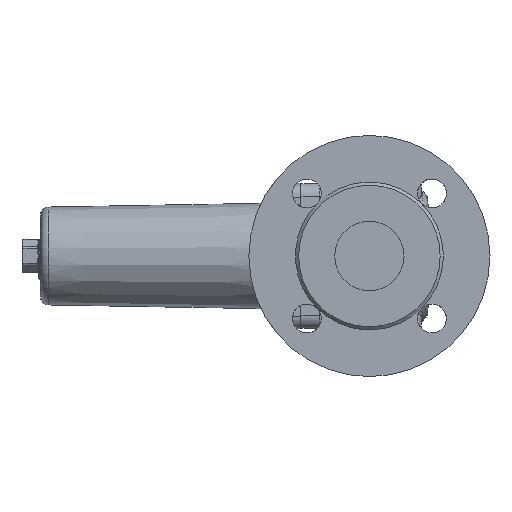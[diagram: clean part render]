
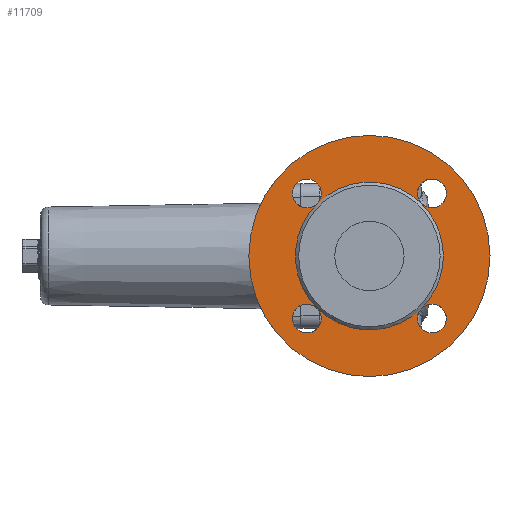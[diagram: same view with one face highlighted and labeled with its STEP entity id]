
A CAD part, left-side view. The second image highlights one B-rep face of the part: STEP entity #11709.
In plain terms, the highlighted planar face has unit normal (-1, 0, 0).
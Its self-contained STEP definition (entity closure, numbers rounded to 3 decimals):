
#537=FACE_BOUND('',#3295,.T.);
#2546=FACE_OUTER_BOUND('',#3294,.T.);
#3294=EDGE_LOOP('',(#7821));
#3295=EDGE_LOOP('',(#7822,#7823,#7824,#7825,#7826,#7827,#7828,#7829,#7830,
#7831,#7832,#7833,#7834));
#4072=CIRCLE('',#12472,9.);
#4073=CIRCLE('',#12473,9.);
#4074=CIRCLE('',#12475,9.);
#4075=CIRCLE('',#12476,9.);
#4076=CIRCLE('',#12478,9.);
#4077=CIRCLE('',#12479,9.);
#4078=CIRCLE('',#12481,9.);
#4079=CIRCLE('',#12482,9.);
#4081=CIRCLE('',#12485,75.);
#4118=CIRCLE('',#12542,46.);
#4119=CIRCLE('',#12543,46.);
#4120=CIRCLE('',#12544,46.);
#4121=CIRCLE('',#12545,46.);
#4122=CIRCLE('',#12546,46.);
#4600=VERTEX_POINT('',#16537);
#4601=VERTEX_POINT('',#16538);
#4604=VERTEX_POINT('',#16583);
#4605=VERTEX_POINT('',#16584);
#4608=VERTEX_POINT('',#16629);
#4609=VERTEX_POINT('',#16630);
#4612=VERTEX_POINT('',#16675);
#4613=VERTEX_POINT('',#16676);
#4618=VERTEX_POINT('',#16724);
#4681=VERTEX_POINT('',#17094);
#5795=EDGE_CURVE('',#4600,#4601,#4072,.T.);
#5796=EDGE_CURVE('',#4601,#4600,#4073,.T.);
#5800=EDGE_CURVE('',#4604,#4605,#4074,.T.);
#5801=EDGE_CURVE('',#4605,#4604,#4075,.T.);
#5805=EDGE_CURVE('',#4608,#4609,#4076,.T.);
#5806=EDGE_CURVE('',#4609,#4608,#4077,.T.);
#5810=EDGE_CURVE('',#4612,#4613,#4078,.T.);
#5811=EDGE_CURVE('',#4613,#4612,#4079,.T.);
#5817=EDGE_CURVE('',#4618,#4618,#4081,.T.);
#5889=EDGE_CURVE('',#4612,#4600,#4118,.T.);
#5890=EDGE_CURVE('',#4608,#4612,#4119,.T.);
#5891=EDGE_CURVE('',#4681,#4608,#4120,.T.);
#5892=EDGE_CURVE('',#4604,#4681,#4121,.T.);
#5893=EDGE_CURVE('',#4600,#4604,#4122,.T.);
#7821=ORIENTED_EDGE('',*,*,#5817,.T.);
#7822=ORIENTED_EDGE('',*,*,#5889,.F.);
#7823=ORIENTED_EDGE('',*,*,#5810,.T.);
#7824=ORIENTED_EDGE('',*,*,#5811,.T.);
#7825=ORIENTED_EDGE('',*,*,#5890,.F.);
#7826=ORIENTED_EDGE('',*,*,#5805,.T.);
#7827=ORIENTED_EDGE('',*,*,#5806,.T.);
#7828=ORIENTED_EDGE('',*,*,#5891,.F.);
#7829=ORIENTED_EDGE('',*,*,#5892,.F.);
#7830=ORIENTED_EDGE('',*,*,#5800,.T.);
#7831=ORIENTED_EDGE('',*,*,#5801,.T.);
#7832=ORIENTED_EDGE('',*,*,#5893,.F.);
#7833=ORIENTED_EDGE('',*,*,#5795,.T.);
#7834=ORIENTED_EDGE('',*,*,#5796,.T.);
#11508=PLANE('',#12541);
#11709=ADVANCED_FACE('',(#2546,#537),#11508,.F.);
#12472=AXIS2_PLACEMENT_3D('',#16539,#13628,#13629);
#12473=AXIS2_PLACEMENT_3D('',#16540,#13630,#13631);
#12475=AXIS2_PLACEMENT_3D('',#16585,#13635,#13636);
#12476=AXIS2_PLACEMENT_3D('',#16586,#13637,#13638);
#12478=AXIS2_PLACEMENT_3D('',#16631,#13642,#13643);
#12479=AXIS2_PLACEMENT_3D('',#16632,#13644,#13645);
#12481=AXIS2_PLACEMENT_3D('',#16677,#13649,#13650);
#12482=AXIS2_PLACEMENT_3D('',#16678,#13651,#13652);
#12485=AXIS2_PLACEMENT_3D('',#16726,#13659,#13660);
#12541=AXIS2_PLACEMENT_3D('',#17091,#13787,#13788);
#12542=AXIS2_PLACEMENT_3D('',#17092,#13789,#13790);
#12543=AXIS2_PLACEMENT_3D('',#17093,#13791,#13792);
#12544=AXIS2_PLACEMENT_3D('',#17095,#13793,#13794);
#12545=AXIS2_PLACEMENT_3D('',#17096,#13795,#13796);
#12546=AXIS2_PLACEMENT_3D('',#17097,#13797,#13798);
#13628=DIRECTION('center_axis',(1.,0.,0.));
#13629=DIRECTION('ref_axis',(0.,1.,0.));
#13630=DIRECTION('center_axis',(1.,0.,0.));
#13631=DIRECTION('ref_axis',(0.,1.,0.));
#13635=DIRECTION('center_axis',(1.,0.,0.));
#13636=DIRECTION('ref_axis',(0.,0.,
-1.));
#13637=DIRECTION('center_axis',(1.,0.,0.));
#13638=DIRECTION('ref_axis',(0.,0.,
-1.));
#13642=DIRECTION('center_axis',(1.,0.,0.));
#13643=DIRECTION('ref_axis',(0.,-1.,0.));
#13644=DIRECTION('center_axis',(1.,0.,0.));
#13645=DIRECTION('ref_axis',(0.,-1.,0.));
#13649=DIRECTION('center_axis',(1.,0.,0.));
#13650=DIRECTION('ref_axis',(0.,0.,
1.));
#13651=DIRECTION('center_axis',(1.,0.,0.));
#13652=DIRECTION('ref_axis',(0.,0.,
1.));
#13659=DIRECTION('center_axis',(-1.,0.,0.));
#13660=DIRECTION('ref_axis',(0.,0.,
1.));
#13787=DIRECTION('center_axis',(1.,0.,0.));
#13788=DIRECTION('ref_axis',(0.,0.,
-1.));
#13789=DIRECTION('center_axis',(-1.,0.,0.));
#13790=DIRECTION('ref_axis',(0.,0.,
1.));
#13791=DIRECTION('center_axis',(-1.,0.,0.));
#13792=DIRECTION('ref_axis',(0.,0.,
1.));
#13793=DIRECTION('center_axis',(-1.,0.,0.));
#13794=DIRECTION('ref_axis',(0.,0.,
1.));
#13795=DIRECTION('center_axis',(-1.,0.,0.));
#13796=DIRECTION('ref_axis',(0.,0.,
1.));
#13797=DIRECTION('center_axis',(-1.,0.,0.));
#13798=DIRECTION('ref_axis',(0.,0.,
1.));
#16537=CARTESIAN_POINT('',(-98.,32.527,-32.527));
#16538=CARTESIAN_POINT('',(-98.,29.891,-38.891));
#16539=CARTESIAN_POINT('Origin',(-98.,38.891,-38.891));
#16540=CARTESIAN_POINT('Origin',(-98.,38.891,-38.891));
#16583=CARTESIAN_POINT('',(-98.,-32.527,-32.527));
#16584=CARTESIAN_POINT('',(-98.,-38.891,-29.891));
#16585=CARTESIAN_POINT('Origin',(-98.,-38.891,-38.891));
#16586=CARTESIAN_POINT('Origin',(-98.,-38.891,-38.891));
#16629=CARTESIAN_POINT('',(-98.,-32.527,32.527));
#16630=CARTESIAN_POINT('',(-98.,-29.891,38.891));
#16631=CARTESIAN_POINT('Origin',(-98.,-38.891,38.891));
#16632=CARTESIAN_POINT('Origin',(-98.,-38.891,38.891));
#16675=CARTESIAN_POINT('',(-98.,32.527,32.527));
#16676=CARTESIAN_POINT('',(-98.,38.891,29.891));
#16677=CARTESIAN_POINT('Origin',(-98.,38.891,38.891));
#16678=CARTESIAN_POINT('Origin',(-98.,38.891,38.891));
#16724=CARTESIAN_POINT('',(-98.,-75.,0.));
#16726=CARTESIAN_POINT('Origin',(-98.,0.,0.));
#17091=CARTESIAN_POINT('Origin',(-98.,75.,0.));
#17092=CARTESIAN_POINT('Origin',(-98.,0.,0.));
#17093=CARTESIAN_POINT('Origin',(-98.,0.,0.));
#17094=CARTESIAN_POINT('',(-98.,-46.,0.));
#17095=CARTESIAN_POINT('Origin',(-98.,0.,0.));
#17096=CARTESIAN_POINT('Origin',(-98.,0.,0.));
#17097=CARTESIAN_POINT('Origin',(-98.,0.,0.));
